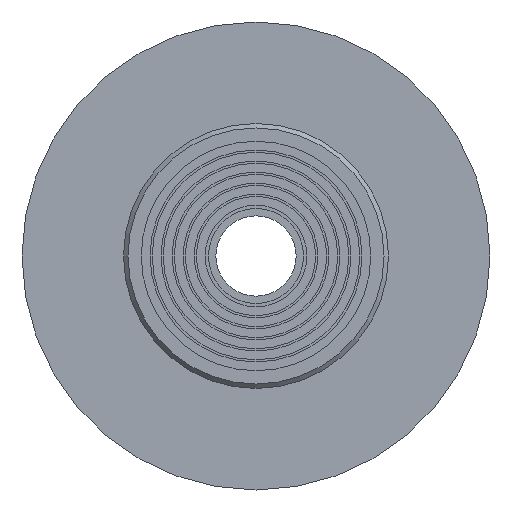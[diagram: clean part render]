
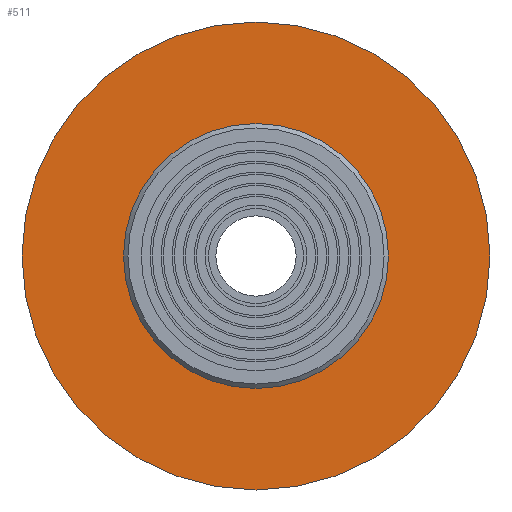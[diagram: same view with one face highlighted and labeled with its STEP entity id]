
A CAD part, left-side view. The second image highlights one B-rep face of the part: STEP entity #511.
In plain terms, the highlighted planar face has unit normal (-1, 0, 0).
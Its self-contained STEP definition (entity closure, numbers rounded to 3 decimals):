
#32=FACE_BOUND('',#144,.T.);
#51=PLANE('',#599);
#88=FACE_OUTER_BOUND('',#143,.T.);
#143=EDGE_LOOP('',(#439));
#144=EDGE_LOOP('',(#440));
#229=CIRCLE('',#598,17.);
#230=CIRCLE('',#600,53.);
#269=VERTEX_POINT('',#912);
#270=VERTEX_POINT('',#916);
#326=EDGE_CURVE('',#269,#269,#229,.T.);
#328=EDGE_CURVE('',#270,#270,#230,.T.);
#439=ORIENTED_EDGE('',*,*,#328,.F.);
#440=ORIENTED_EDGE('',*,*,#326,.T.);
#511=ADVANCED_FACE('',(#88,#32),#51,.T.);
#598=AXIS2_PLACEMENT_3D('',#913,#763,#764);
#599=AXIS2_PLACEMENT_3D('',#915,#766,#767);
#600=AXIS2_PLACEMENT_3D('',#917,#768,#769);
#763=DIRECTION('center_axis',(1.,0.,0.));
#764=DIRECTION('ref_axis',(0.,0.,-1.));
#766=DIRECTION('center_axis',(-1.,0.,0.));
#767=DIRECTION('ref_axis',(0.,0.,1.));
#768=DIRECTION('center_axis',(1.,0.,0.));
#769=DIRECTION('ref_axis',(0.,0.,-1.));
#912=CARTESIAN_POINT('',(61.,-17.,0.));
#913=CARTESIAN_POINT('Origin',(61.,0.,0.));
#915=CARTESIAN_POINT('Origin',(61.,53.,0.));
#916=CARTESIAN_POINT('',(61.,-53.,0.));
#917=CARTESIAN_POINT('Origin',(61.,0.,0.));
